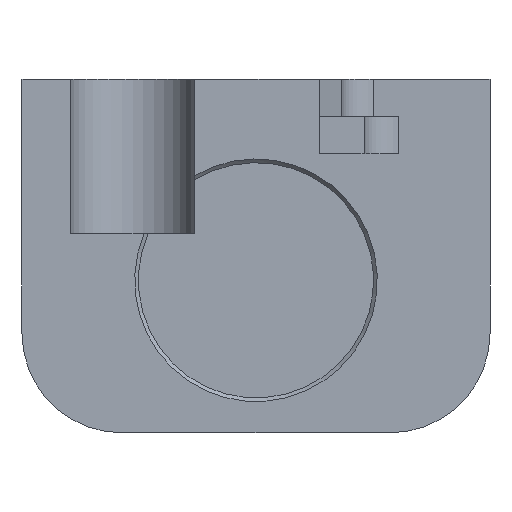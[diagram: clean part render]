
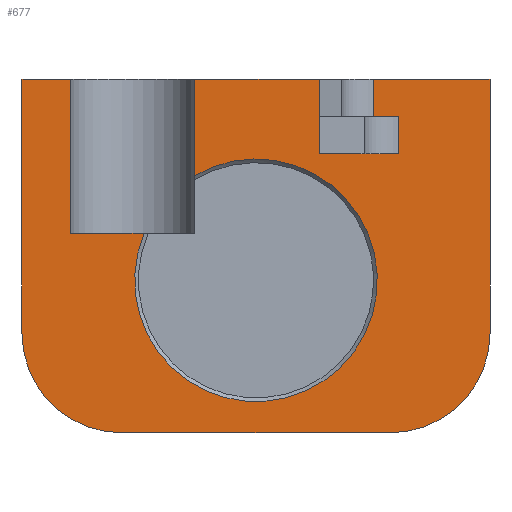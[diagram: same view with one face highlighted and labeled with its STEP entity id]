
A CAD part, front view. The second image highlights one B-rep face of the part: STEP entity #677.
In plain terms, the highlighted planar face has unit normal (0, -1, 0).
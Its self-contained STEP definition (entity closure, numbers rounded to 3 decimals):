
#33=FACE_OUTER_BOUND('',#69,.T.);
#69=EDGE_LOOP('',(#467,#468,#469,#470,#471,#472,#473,#474,#475,#476,#477,
#478,#479,#480,#481,#482,#483));
#110=LINE('',#1009,#188);
#111=LINE('',#1012,#189);
#112=LINE('',#1014,#190);
#113=LINE('',#1016,#191);
#114=LINE('',#1018,#192);
#115=LINE('',#1020,#193);
#116=LINE('',#1022,#194);
#117=LINE('',#1026,#195);
#118=LINE('',#1028,#196);
#119=LINE('',#1030,#197);
#120=LINE('',#1032,#198);
#121=LINE('',#1036,#199);
#122=LINE('',#1040,#200);
#123=LINE('',#1041,#201);
#188=VECTOR('',#813,10.);
#189=VECTOR('',#816,10.);
#190=VECTOR('',#817,10.);
#191=VECTOR('',#818,10.);
#192=VECTOR('',#819,10.);
#193=VECTOR('',#820,10.);
#194=VECTOR('',#821,10.);
#195=VECTOR('',#824,10.);
#196=VECTOR('',#825,10.);
#197=VECTOR('',#826,10.);
#198=VECTOR('',#827,10.);
#199=VECTOR('',#830,10.);
#200=VECTOR('',#833,10.);
#201=VECTOR('',#834,10.);
#262=CIRCLE('',#734,4.873);
#263=CIRCLE('',#735,4.);
#264=CIRCLE('',#736,4.);
#287=VERTEX_POINT('',#1002);
#290=VERTEX_POINT('',#1007);
#291=VERTEX_POINT('',#1011);
#292=VERTEX_POINT('',#1013);
#293=VERTEX_POINT('',#1015);
#294=VERTEX_POINT('',#1017);
#295=VERTEX_POINT('',#1019);
#296=VERTEX_POINT('',#1021);
#297=VERTEX_POINT('',#1023);
#298=VERTEX_POINT('',#1025);
#299=VERTEX_POINT('',#1027);
#300=VERTEX_POINT('',#1029);
#301=VERTEX_POINT('',#1031);
#302=VERTEX_POINT('',#1033);
#303=VERTEX_POINT('',#1035);
#304=VERTEX_POINT('',#1037);
#305=VERTEX_POINT('',#1039);
#360=EDGE_CURVE('',#287,#290,#110,.T.);
#361=EDGE_CURVE('',#290,#291,#111,.T.);
#362=EDGE_CURVE('',#292,#291,#112,.T.);
#363=EDGE_CURVE('',#292,#293,#113,.T.);
#364=EDGE_CURVE('',#293,#294,#114,.T.);
#365=EDGE_CURVE('',#295,#294,#115,.T.);
#366=EDGE_CURVE('',#295,#296,#116,.T.);
#367=EDGE_CURVE('',#297,#296,#262,.T.);
#368=EDGE_CURVE('',#297,#298,#117,.T.);
#369=EDGE_CURVE('',#298,#299,#118,.T.);
#370=EDGE_CURVE('',#300,#299,#119,.T.);
#371=EDGE_CURVE('',#301,#300,#120,.T.);
#372=EDGE_CURVE('',#302,#301,#263,.T.);
#373=EDGE_CURVE('',#303,#302,#121,.T.);
#374=EDGE_CURVE('',#304,#303,#264,.T.);
#375=EDGE_CURVE('',#305,#304,#122,.T.);
#376=EDGE_CURVE('',#287,#305,#123,.T.);
#467=ORIENTED_EDGE('',*,*,#360,.T.);
#468=ORIENTED_EDGE('',*,*,#361,.T.);
#469=ORIENTED_EDGE('',*,*,#362,.F.);
#470=ORIENTED_EDGE('',*,*,#363,.T.);
#471=ORIENTED_EDGE('',*,*,#364,.T.);
#472=ORIENTED_EDGE('',*,*,#365,.F.);
#473=ORIENTED_EDGE('',*,*,#366,.T.);
#474=ORIENTED_EDGE('',*,*,#367,.F.);
#475=ORIENTED_EDGE('',*,*,#368,.T.);
#476=ORIENTED_EDGE('',*,*,#369,.T.);
#477=ORIENTED_EDGE('',*,*,#370,.F.);
#478=ORIENTED_EDGE('',*,*,#371,.F.);
#479=ORIENTED_EDGE('',*,*,#372,.F.);
#480=ORIENTED_EDGE('',*,*,#373,.F.);
#481=ORIENTED_EDGE('',*,*,#374,.F.);
#482=ORIENTED_EDGE('',*,*,#375,.F.);
#483=ORIENTED_EDGE('',*,*,#376,.F.);
#649=PLANE('',#733);
#677=ADVANCED_FACE('',(#33),#649,.F.);
#733=AXIS2_PLACEMENT_3D('',#1010,#814,#815);
#734=AXIS2_PLACEMENT_3D('',#1024,#822,#823);
#735=AXIS2_PLACEMENT_3D('',#1034,#828,#829);
#736=AXIS2_PLACEMENT_3D('',#1038,#831,#832);
#813=DIRECTION('',(0.,0.,-1.));
#814=DIRECTION('center_axis',(0.,1.,0.));
#815=DIRECTION('ref_axis',(1.,0.,0.));
#816=DIRECTION('',(1.,0.,0.));
#817=DIRECTION('',(0.,0.,1.));
#818=DIRECTION('',(-1.,0.,0.));
#819=DIRECTION('',(0.,0.,1.));
#820=DIRECTION('',(1.,0.,0.));
#821=DIRECTION('',(0.,0.,-1.));
#822=DIRECTION('center_axis',(0.,-1.,0.));
#823=DIRECTION('ref_axis',(1.,0.,0.));
#824=DIRECTION('',(-1.,0.,0.));
#825=DIRECTION('',(0.,0.,1.));
#826=DIRECTION('',(1.,0.,0.));
#827=DIRECTION('',(0.,0.,1.));
#828=DIRECTION('center_axis',(0.,1.,0.));
#829=DIRECTION('ref_axis',(0.,0.,-1.));
#830=DIRECTION('',(-1.,0.,0.));
#831=DIRECTION('center_axis',(0.,1.,0.));
#832=DIRECTION('ref_axis',(1.,0.,0.));
#833=DIRECTION('',(0.,0.,-1.));
#834=DIRECTION('',(1.,0.,0.));
#1002=CARTESIAN_POINT('',(14.117,0.,0.));
#1007=CARTESIAN_POINT('',(14.117,0.,-1.5));
#1009=CARTESIAN_POINT('',(14.117,0.,0.));
#1010=CARTESIAN_POINT('Origin',(9.4,0.,-7.1));
#1011=CARTESIAN_POINT('',(15.14,0.,-1.5));
#1012=CARTESIAN_POINT('',(13.74,0.,-1.5));
#1013=CARTESIAN_POINT('',(15.14,0.,-3.));
#1014=CARTESIAN_POINT('',(15.14,0.,0.));
#1015=CARTESIAN_POINT('',(11.94,0.,-3.));
#1016=CARTESIAN_POINT('',(11.47,0.,-3.));
#1017=CARTESIAN_POINT('',(11.94,0.,0.));
#1018=CARTESIAN_POINT('',(11.94,0.,-3.55));
#1019=CARTESIAN_POINT('',(6.94,0.,0.));
#1020=CARTESIAN_POINT('',(0.,0.,0.));
#1021=CARTESIAN_POINT('',(6.94,0.,-3.869));
#1022=CARTESIAN_POINT('',(6.94,0.,-3.55));
#1023=CARTESIAN_POINT('',(4.906,0.,-6.19));
#1024=CARTESIAN_POINT('Origin',(9.4,0.,-8.075));
#1025=CARTESIAN_POINT('',(1.94,0.,-6.19));
#1026=CARTESIAN_POINT('',(6.92,0.,-6.19));
#1027=CARTESIAN_POINT('',(1.94,0.,0.));
#1028=CARTESIAN_POINT('',(1.94,0.,-3.55));
#1029=CARTESIAN_POINT('',(0.,0.,0.));
#1030=CARTESIAN_POINT('',(0.,0.,0.));
#1031=CARTESIAN_POINT('',(0.,0.,-10.2));
#1032=CARTESIAN_POINT('',(0.,0.,-10.2));
#1033=CARTESIAN_POINT('',(4.,0.,-14.2));
#1034=CARTESIAN_POINT('Origin',(4.,0.,-10.2));
#1035=CARTESIAN_POINT('',(14.8,0.,-14.2));
#1036=CARTESIAN_POINT('',(14.8,0.,-14.2));
#1037=CARTESIAN_POINT('',(18.8,0.,-10.2));
#1038=CARTESIAN_POINT('Origin',(14.8,0.,-10.2));
#1039=CARTESIAN_POINT('',(18.8,0.,0.));
#1040=CARTESIAN_POINT('',(18.8,0.,0.));
#1041=CARTESIAN_POINT('',(0.,0.,0.));
